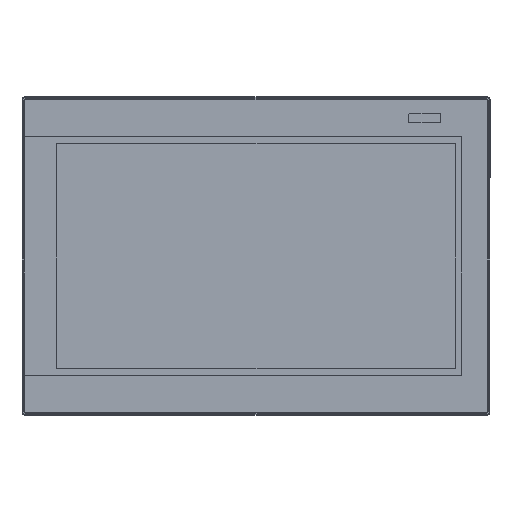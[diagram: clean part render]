
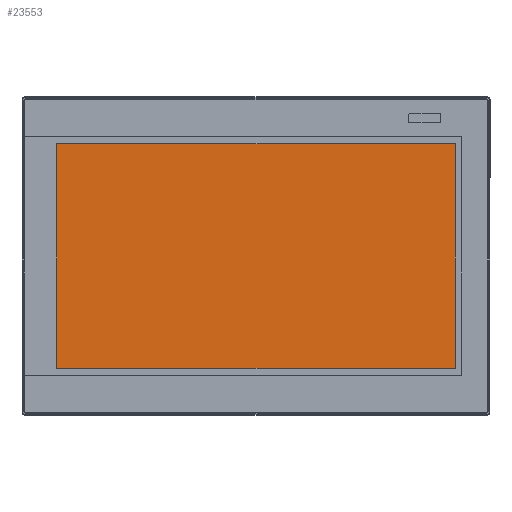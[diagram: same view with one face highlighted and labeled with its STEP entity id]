
A CAD part, top view. The second image highlights one B-rep face of the part: STEP entity #23553.
In plain terms, the highlighted planar face has unit normal (0, 0, 1).
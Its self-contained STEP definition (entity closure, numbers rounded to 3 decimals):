
#403 = VERTEX_POINT ( 'NONE', #25697 ) ;
#463 = EDGE_CURVE ( 'NONE', #30268, #403, #21109, .T. ) ;
#967 = CARTESIAN_POINT ( 'NONE',  ( -304.079, 99.353, 579.827 ) ) ;
#3641 = LINE ( 'NONE', #37958, #18916 ) ;
#4155 = DIRECTION ( 'NONE',  ( 0., -1., 0. ) ) ;
#4341 = DIRECTION ( 'NONE',  ( -1., 0., 0. ) ) ;
#4823 = VECTOR ( 'NONE', #4155, 1000. ) ;
#5336 = CARTESIAN_POINT ( 'NONE',  ( 211.841, 47.808, 579.827 ) ) ;
#6086 = CARTESIAN_POINT ( 'NONE',  ( -266.799, -222.302, 579.827 ) ) ;
#8483 = VERTEX_POINT ( 'NONE', #6086 ) ;
#9596 = VERTEX_POINT ( 'NONE', #23306 ) ;
#9755 = EDGE_CURVE ( 'NONE', #403, #8483, #3641, .T. ) ;
#11041 = EDGE_CURVE ( 'NONE', #9596, #30268, #35926, .T. ) ;
#12584 = CARTESIAN_POINT ( 'NONE',  ( -304.079, 47.808, 579.827 ) ) ;
#12769 = ORIENTED_EDGE ( 'NONE', *, *, #11041, .F. ) ;
#13411 = LINE ( 'NONE', #19397, #29744 ) ;
#14119 = ORIENTED_EDGE ( 'NONE', *, *, #23436, .F. ) ;
#18916 = VECTOR ( 'NONE', #28321, 1000. ) ;
#19110 = DIRECTION ( 'NONE',  ( 1., 0., 0. ) ) ;
#19397 = CARTESIAN_POINT ( 'NONE',  ( -266.799, 99.353, 579.827 ) ) ;
#21109 = LINE ( 'NONE', #41974, #4823 ) ;
#23306 = CARTESIAN_POINT ( 'NONE',  ( -266.799, 47.808, 579.827 ) ) ;
#23436 = EDGE_CURVE ( 'NONE', #8483, #9596, #13411, .T. ) ;
#23553 = ADVANCED_FACE ( 'NONE', ( #35306 ), #33537, .T. ) ;
#23813 = DIRECTION ( 'NONE',  ( 0., 0., 1. ) ) ;
#25697 = CARTESIAN_POINT ( 'NONE',  ( 211.841, -222.302, 579.827 ) ) ;
#25827 = DIRECTION ( 'NONE',  ( 0., 1., 0. ) ) ;
#27297 = VECTOR ( 'NONE', #19110, 1000. ) ;
#27378 = ORIENTED_EDGE ( 'NONE', *, *, #9755, .F. ) ;
#28321 = DIRECTION ( 'NONE',  ( -1., 0., 0. ) ) ;
#29744 = VECTOR ( 'NONE', #25827, 1000. ) ;
#30268 = VERTEX_POINT ( 'NONE', #5336 ) ;
#30674 = AXIS2_PLACEMENT_3D ( 'NONE', #967, #23813, #4341 ) ;
#33537 = PLANE ( 'NONE',  #30674 ) ;
#35306 = FACE_OUTER_BOUND ( 'NONE', #37057, .T. ) ;
#35926 = LINE ( 'NONE', #12584, #27297 ) ;
#37057 = EDGE_LOOP ( 'NONE', ( #14119, #27378, #38776, #12769 ) ) ;
#37958 = CARTESIAN_POINT ( 'NONE',  ( -304.079, -222.302, 579.827 ) ) ;
#38776 = ORIENTED_EDGE ( 'NONE', *, *, #463, .F. ) ;
#41974 = CARTESIAN_POINT ( 'NONE',  ( 211.841, 99.353, 579.827 ) ) ;
